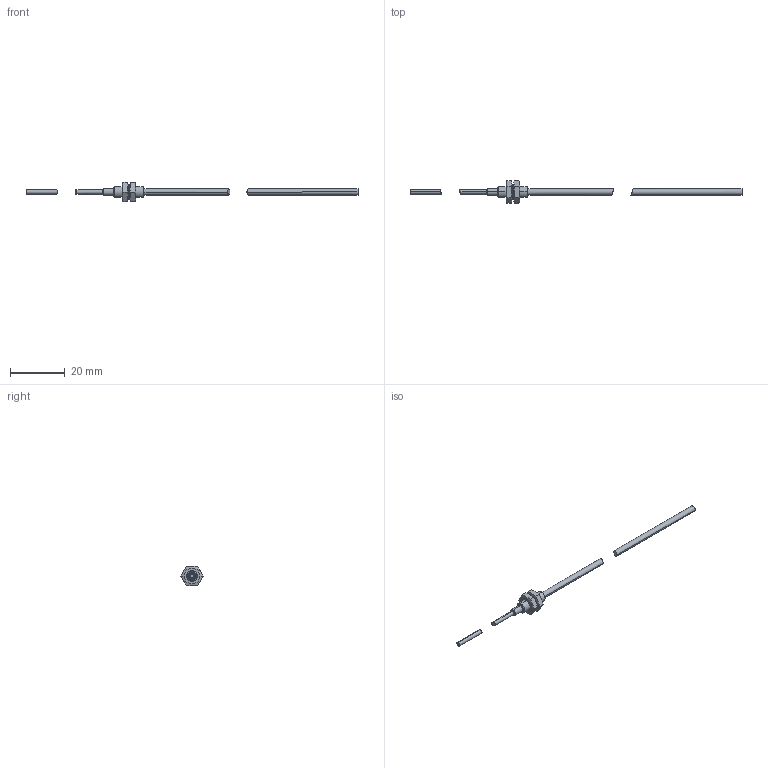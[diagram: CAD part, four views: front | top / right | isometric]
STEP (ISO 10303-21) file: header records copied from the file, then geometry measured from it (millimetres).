
FILE_DESCRIPTION (( 'STEP AP214' ), '1' );
FILE_NAME ('OPT2066.STEP', '2016-02-24T14:36:58', ( '' ), ( '' ), 'SwSTEP 2.0', 'SolidWorks 2014', '' );
FILE_SCHEMA (( 'AUTOMOTIVE_DESIGN' ));
Length unit declared in the file: inch
Products named in the file (4): OPT2066; 1; 2; 3
Assembly tree (3 placements, depth 2):
  OPT2066
    1
    2
    3
Bounding box: 121 x 8.08 x 7 mm (x, y, z)
Volume: 587.8 mm3; surface area: 943.4 mm2
Topology: 3 solids, 3 shells, 55 faces, 112 edges, 70 vertices
Faces by surface type: plane 25, cylinder 16, cone 14
Entity records: 1654 total; most frequent: CARTESIAN_POINT 363, DIRECTION 240, ORIENTED_EDGE 224, EDGE_CURVE 112, AXIS2_PLACEMENT_3D 99, VERTEX_POINT 70, EDGE_LOOP 62, FACE_OUTER_BOUND 55
